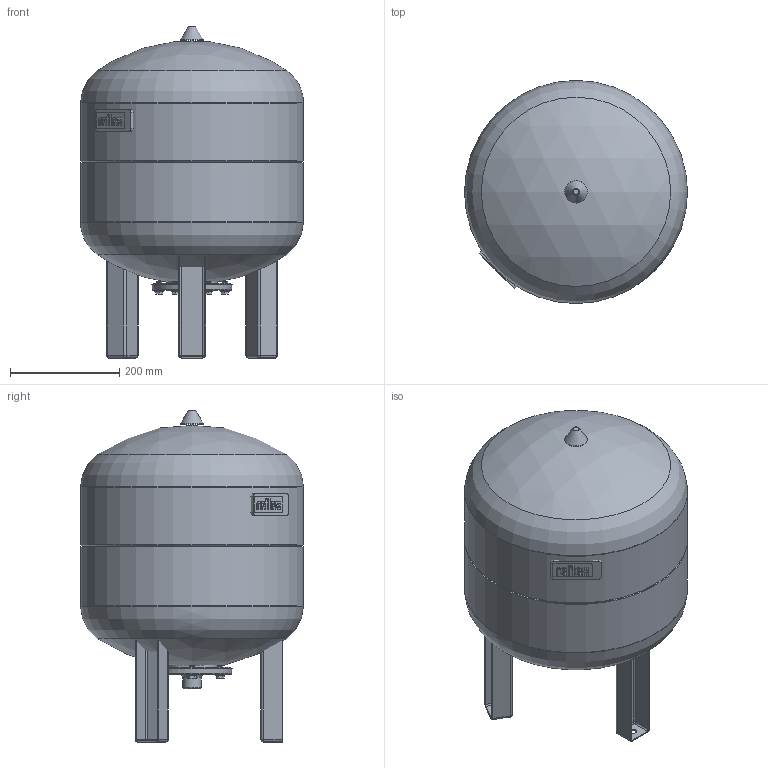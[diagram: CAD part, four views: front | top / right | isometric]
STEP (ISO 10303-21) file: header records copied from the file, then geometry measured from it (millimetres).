
FILE_DESCRIPTION(/* description */ (''),/* implementation_level */ '2;1');
FILE_NAME(/* name */ '3d_RefixDE50_10bar-7306005.stp',/* time_stamp */ '2023-06-19T14:25:35+02:00',/* author */ ('Andrzej'),/* organization */ (''),/* preprocessor_version */ 'ST-DEVELOPER v16.13',/* originating_system */ 'AutoCAD Mechanical',/* authorisation */ '');
FILE_SCHEMA (('AUTOMOTIVE_DESIGN { 1 0 10303 214 3 1 1 }'));
Length unit declared in the file: millimetre
Products named in the file (1): Product
Bounding box: 409 x 409 x 609 mm (x, y, z)
Volume: 48740128 mm3; surface area: 1449300.9 mm2
Topology: 17 solids, 17 shells, 468 faces, 1065 edges, 676 vertices
Faces by surface type: plane 230, cylinder 181, torus 32, sphere 14, cone 11
Full cylindrical faces by diameter (mm): 5 x4, 6 x1, 8 x12, 9 x13, 11 x6, 11.6 x6, 13.4 x3, 14.1 x1, 16 x6, 17.1 x1, 20 x1, 29.7 x1, 33.7 x1, 91.732 x1, 140 x1, 409 x4
Entity records: 12566 total; most frequent: DIRECTION 2300, CARTESIAN_POINT 2077, ORIENTED_EDGE 1892, EDGE_CURVE 946, AXIS2_PLACEMENT_3D 885, VERTEX_POINT 662, EDGE_LOOP 644, LINE 530
